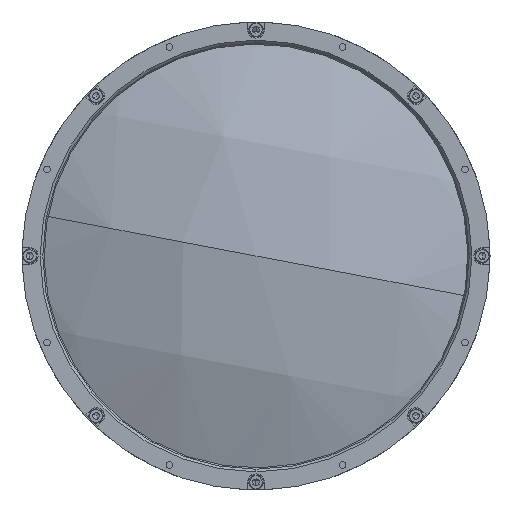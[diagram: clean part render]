
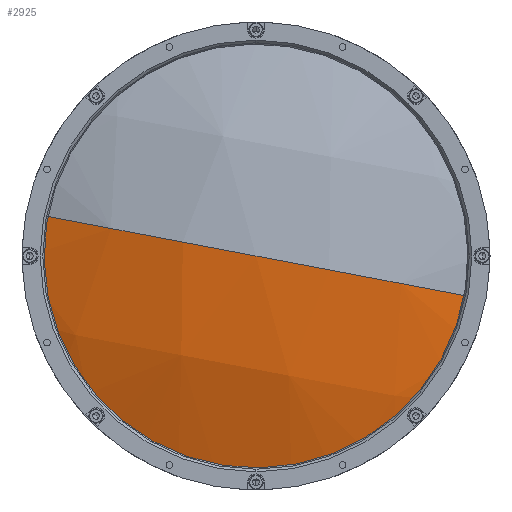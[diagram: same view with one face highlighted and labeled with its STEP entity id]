
A CAD part, left-side view. The second image highlights one B-rep face of the part: STEP entity #2925.
In plain terms, the highlighted spherical face has radius 217.7 mm.
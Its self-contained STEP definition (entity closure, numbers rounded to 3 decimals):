
#646 = DIRECTION ( 'NONE',  ( 0., 0.982, 0.187 ) ) ;
#1130 = ORIENTED_EDGE ( 'NONE', *, *, #5831, .F. ) ;
#1250 = CIRCLE ( 'NONE', #5593, 217.7 ) ;
#1543 = DIRECTION ( 'NONE',  ( 0., 0.187, -0.982 ) ) ;
#1694 = CARTESIAN_POINT ( 'NONE',  ( 13.859, -82.524, -15.675 ) ) ;
#2639 = DIRECTION ( 'NONE',  ( 0., -0.187, 0.982 ) ) ;
#2925 = ADVANCED_FACE ( 'NONE', ( #7565 ), #8579, .T. ) ;
#3106 = CARTESIAN_POINT ( 'NONE',  ( 214.7, 0., 0. ) ) ;
#4216 = EDGE_CURVE ( 'NONE', #11868, #7717, #5292, .T. ) ;
#4736 = AXIS2_PLACEMENT_3D ( 'NONE', #5776, #16880, #7361 ) ;
#5292 = CIRCLE ( 'NONE', #4736, 84. ) ;
#5593 = AXIS2_PLACEMENT_3D ( 'NONE', #12196, #2639, #13787 ) ;
#5776 = CARTESIAN_POINT ( 'NONE',  ( 13.859, 0., 0. ) ) ;
#5831 = EDGE_CURVE ( 'NONE', #11868, #7371, #1250, .T. ) ;
#7361 = DIRECTION ( 'NONE',  ( 0., 0.187, -0.982 ) ) ;
#7371 = VERTEX_POINT ( 'NONE', #11542 ) ;
#7565 = FACE_OUTER_BOUND ( 'NONE', #13102, .T. ) ;
#7717 = VERTEX_POINT ( 'NONE', #1694 ) ;
#8579 = SPHERICAL_SURFACE ( 'NONE', #11678, 217.7 ) ;
#10037 = CIRCLE ( 'NONE', #18142, 217.7 ) ;
#10186 = DIRECTION ( 'NONE',  ( 0., 0.187, -0.982 ) ) ;
#11542 = CARTESIAN_POINT ( 'NONE',  ( -3., 0., 0. ) ) ;
#11678 = AXIS2_PLACEMENT_3D ( 'NONE', #3106, #1543, #17450 ) ;
#11868 = VERTEX_POINT ( 'NONE', #17190 ) ;
#12040 = ORIENTED_EDGE ( 'NONE', *, *, #13171, .T. ) ;
#12196 = CARTESIAN_POINT ( 'NONE',  ( 214.7, 0., 0. ) ) ;
#13102 = EDGE_LOOP ( 'NONE', ( #14243, #12040, #1130 ) ) ;
#13171 = EDGE_CURVE ( 'NONE', #7717, #7371, #10037, .T. ) ;
#13787 = DIRECTION ( 'NONE',  ( 0., -0.982, -0.187 ) ) ;
#14243 = ORIENTED_EDGE ( 'NONE', *, *, #4216, .T. ) ;
#16880 = DIRECTION ( 'NONE',  ( -1., 0., 0. ) ) ;
#17190 = CARTESIAN_POINT ( 'NONE',  ( 13.859, 82.524, 15.675 ) ) ;
#17450 = DIRECTION ( 'NONE',  ( 0., 0.982, 0.187 ) ) ;
#18142 = AXIS2_PLACEMENT_3D ( 'NONE', #19693, #10186, #646 ) ;
#19693 = CARTESIAN_POINT ( 'NONE',  ( 214.7, 0., 0. ) ) ;
